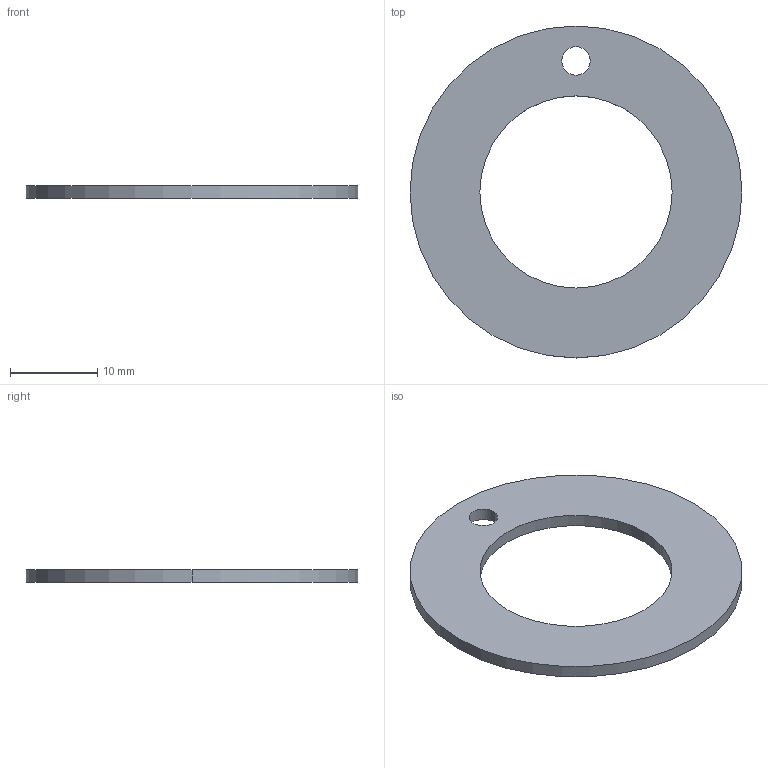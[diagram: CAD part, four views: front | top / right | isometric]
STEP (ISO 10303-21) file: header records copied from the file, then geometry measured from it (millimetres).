
FILE_DESCRIPTION((''),'2;1');
FILE_NAME('PXG__STEPVORLAGE','2016-08-09T',('deusss58'),(''),'PRO/ENGINEER BY PARAMETRIC TECHNOLOGY CORPORATION, 2014430','PRO/ENGINEER BY PARAMETRIC TECHNOLOGY CORPORATION, 2014430','');
FILE_SCHEMA(('CONFIG_CONTROL_DESIGN'));
Length unit declared in the file: millimetre
Products named in the file (1): PXG__STEPVORLAGE
Bounding box: 38 x 38 x 1.45 mm (x, y, z)
Volume: 1081.2 mm3; surface area: 1779.5 mm2
Topology: 1 solids, 1 shells, 8 faces, 18 edges, 12 vertices
Faces by surface type: cylinder 6, plane 2
Entity records: 280 total; most frequent: DIRECTION 46, CARTESIAN_POINT 38, ORIENTED_EDGE 36, AXIS2_PLACEMENT_3D 20, EDGE_CURVE 18, VERTEX_POINT 12, EDGE_LOOP 12, CIRCLE 12
